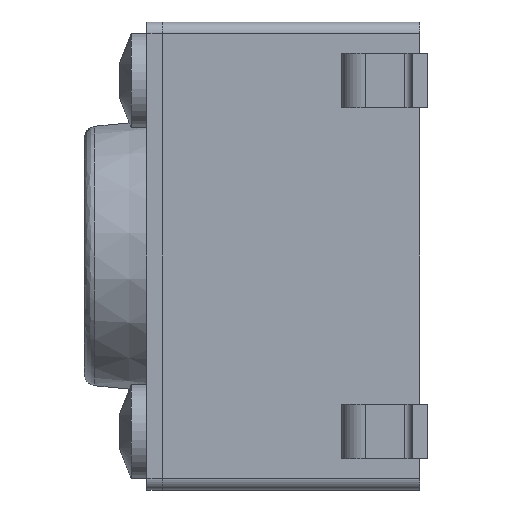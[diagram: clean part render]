
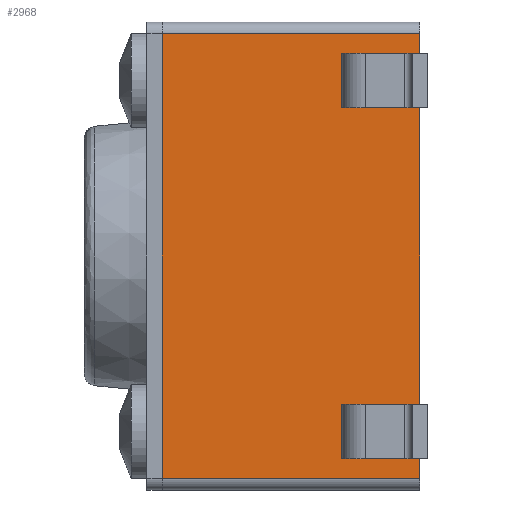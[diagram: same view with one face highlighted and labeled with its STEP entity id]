
A CAD part, left-side view. The second image highlights one B-rep face of the part: STEP entity #2968.
In plain terms, the highlighted planar face has unit normal (-1, 0, 0).
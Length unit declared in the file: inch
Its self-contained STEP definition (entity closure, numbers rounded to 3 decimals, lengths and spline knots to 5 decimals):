
#63 = ORIENTED_EDGE ( 'NONE', *, *, #3540, .F. ) ;
#85 = EDGE_CURVE ( 'NONE', #1198, #1488, #2093, .T. ) ;
#176 = DIRECTION ( 'NONE',  ( 0., 1., 0. ) ) ;
#261 = EDGE_CURVE ( 'NONE', #1657, #1198, #3509, .T. ) ;
#299 = DIRECTION ( 'NONE',  ( 1., 0., 0. ) ) ;
#342 = FACE_OUTER_BOUND ( 'NONE', #3113, .T. ) ;
#431 = CARTESIAN_POINT ( 'NONE',  ( -0.11811, 0.12992, 0.1122 ) ) ;
#448 = LINE ( 'NONE', #3416, #3431 ) ;
#546 = VECTOR ( 'NONE', #1821, 39.37008 ) ;
#583 = CARTESIAN_POINT ( 'NONE',  ( -0.11811, 0., 0. ) ) ;
#743 = DIRECTION ( 'NONE',  ( 0., -1., 0. ) ) ;
#755 = CARTESIAN_POINT ( 'NONE',  ( -0.11811, 0.12992, -0.1122 ) ) ;
#841 = CARTESIAN_POINT ( 'NONE',  ( -0.11811, 0., 0.1122 ) ) ;
#1069 = CARTESIAN_POINT ( 'NONE',  ( -0.11811, 0.12992, -0.1122 ) ) ;
#1089 = ORIENTED_EDGE ( 'NONE', *, *, #2614, .T. ) ;
#1198 = VERTEX_POINT ( 'NONE', #755 ) ;
#1488 = VERTEX_POINT ( 'NONE', #431 ) ;
#1657 = VERTEX_POINT ( 'NONE', #2280 ) ;
#1821 = DIRECTION ( 'NONE',  ( 0., 0., 1. ) ) ;
#2070 = AXIS2_PLACEMENT_3D ( 'NONE', #2977, #299, #2687 ) ;
#2093 = LINE ( 'NONE', #3289, #546 ) ;
#2117 = VECTOR ( 'NONE', #2686, 39.37008 ) ;
#2218 = VECTOR ( 'NONE', #176, 39.37008 ) ;
#2249 = ORIENTED_EDGE ( 'NONE', *, *, #85, .F. ) ;
#2280 = CARTESIAN_POINT ( 'NONE',  ( -0.11811, 0., -0.1122 ) ) ;
#2387 = LINE ( 'NONE', #583, #2117 ) ;
#2403 = PLANE ( 'NONE',  #2070 ) ;
#2614 = EDGE_CURVE ( 'NONE', #1657, #3683, #2387, .T. ) ;
#2686 = DIRECTION ( 'NONE',  ( 0., 0., 1. ) ) ;
#2687 = DIRECTION ( 'NONE',  ( 0., 0., -1. ) ) ;
#2968 = ADVANCED_FACE ( 'NONE', ( #342 ), #2403, .F. ) ;
#2977 = CARTESIAN_POINT ( 'NONE',  ( -0.11811, 0.12992, -0.11811 ) ) ;
#3043 = ORIENTED_EDGE ( 'NONE', *, *, #261, .F. ) ;
#3113 = EDGE_LOOP ( 'NONE', ( #3043, #1089, #63, #2249 ) ) ;
#3289 = CARTESIAN_POINT ( 'NONE',  ( -0.11811, 0.12992, -0.11811 ) ) ;
#3416 = CARTESIAN_POINT ( 'NONE',  ( -0.11811, 0.12992, 0.1122 ) ) ;
#3431 = VECTOR ( 'NONE', #743, 39.37008 ) ;
#3509 = LINE ( 'NONE', #1069, #2218 ) ;
#3540 = EDGE_CURVE ( 'NONE', #1488, #3683, #448, .T. ) ;
#3683 = VERTEX_POINT ( 'NONE', #841 ) ;
